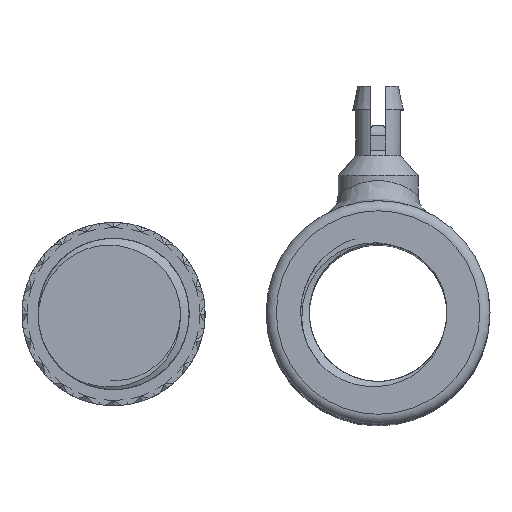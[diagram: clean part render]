
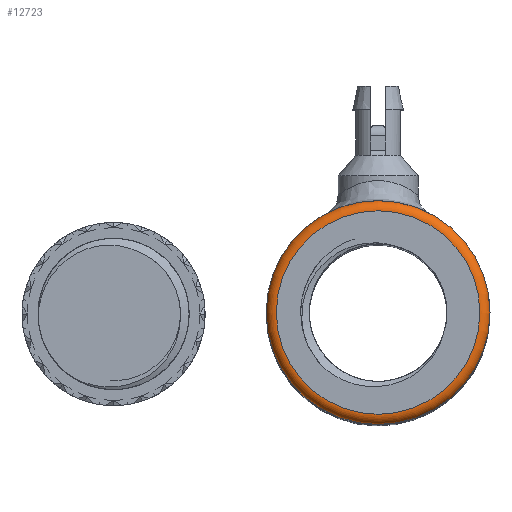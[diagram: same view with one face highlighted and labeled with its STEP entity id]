
A CAD part, top view. The second image highlights one B-rep face of the part: STEP entity #12723.
In plain terms, the highlighted toroidal (fillet/blend) face has major radius 10 mm and minor radius 1 mm.
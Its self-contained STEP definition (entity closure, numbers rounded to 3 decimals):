
#43=TOROIDAL_SURFACE('',#13705,10.,1.);
#825=FACE_OUTER_BOUND('',#1805,.T.);
#1805=EDGE_LOOP('',(#8520,#8521,#8522,#8523));
#2745=CIRCLE('',#13706,10.);
#2746=CIRCLE('',#13707,1.);
#2747=CIRCLE('',#13708,11.);
#5116=VERTEX_POINT('',#20227);
#5117=VERTEX_POINT('',#20229);
#6293=EDGE_CURVE('',#5116,#5116,#2745,.T.);
#6294=EDGE_CURVE('',#5116,#5117,#2746,.T.);
#6295=EDGE_CURVE('',#5117,#5117,#2747,.T.);
#8520=ORIENTED_EDGE('',*,*,#6293,.T.);
#8521=ORIENTED_EDGE('',*,*,#6294,.T.);
#8522=ORIENTED_EDGE('',*,*,#6295,.T.);
#8523=ORIENTED_EDGE('',*,*,#6294,.F.);
#12723=ADVANCED_FACE('',(#825),#43,.T.);
#13705=AXIS2_PLACEMENT_3D('',#20226,#14224,#14225);
#13706=AXIS2_PLACEMENT_3D('',#20228,#14226,#14227);
#13707=AXIS2_PLACEMENT_3D('',#20230,#14228,#14229);
#13708=AXIS2_PLACEMENT_3D('',#20231,#14230,#14231);
#14224=DIRECTION('center_axis',(0.,0.,1.));
#14225=DIRECTION('ref_axis',(1.,0.,0.));
#14226=DIRECTION('center_axis',(0.,0.,-1.));
#14227=DIRECTION('ref_axis',(1.,0.,0.));
#14228=DIRECTION('center_axis',(0.,-1.,0.));
#14229=DIRECTION('ref_axis',(-1.,0.,0.));
#14230=DIRECTION('center_axis',(0.,0.,1.));
#14231=DIRECTION('ref_axis',(1.,0.,0.));
#20226=CARTESIAN_POINT('Origin',(0.,0.,85.));
#20227=CARTESIAN_POINT('',(-10.,0.,86.));
#20228=CARTESIAN_POINT('Origin',(0.,0.,86.));
#20229=CARTESIAN_POINT('',(-11.,0.,85.));
#20230=CARTESIAN_POINT('Origin',(-10.,0.,85.));
#20231=CARTESIAN_POINT('Origin',(0.,0.,85.));
